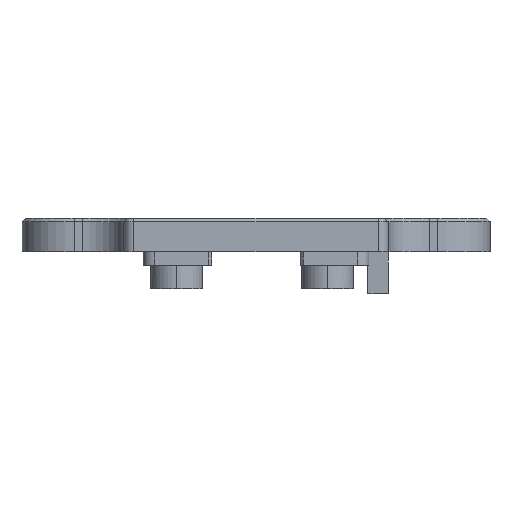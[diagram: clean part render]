
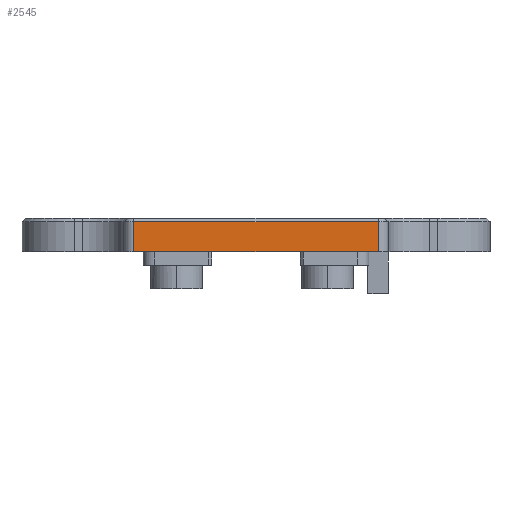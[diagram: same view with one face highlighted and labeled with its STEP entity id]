
A CAD part, left-side view. The second image highlights one B-rep face of the part: STEP entity #2545.
In plain terms, the highlighted planar face has unit normal (-1, 0, 0).
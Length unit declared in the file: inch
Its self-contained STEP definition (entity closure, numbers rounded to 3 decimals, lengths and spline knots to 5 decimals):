
#35 = VECTOR ( 'NONE', #579, 39.37008 ) ;
#210 = CARTESIAN_POINT ( 'NONE',  ( 0., 0.335, 0.075 ) ) ;
#302 = VECTOR ( 'NONE', #4447, 39.37008 ) ;
#330 = VERTEX_POINT ( 'NONE', #1066 ) ;
#509 = EDGE_LOOP ( 'NONE', ( #3947, #1627, #3590, #1667 ) ) ;
#579 = DIRECTION ( 'NONE',  ( 0., 1., 0. ) ) ;
#1066 = CARTESIAN_POINT ( 'NONE',  ( 0., 0.335, 0.165 ) ) ;
#1124 = AXIS2_PLACEMENT_3D ( 'NONE', #2595, #4553, #1644 ) ;
#1182 = PLANE ( 'NONE',  #1124 ) ;
#1241 = VECTOR ( 'NONE', #3233, 39.37008 ) ;
#1326 = CARTESIAN_POINT ( 'NONE',  ( 0., 0.335, 0. ) ) ;
#1339 = CARTESIAN_POINT ( 'NONE',  ( 0., 1.065, 0.165 ) ) ;
#1476 = VERTEX_POINT ( 'NONE', #1339 ) ;
#1492 = VERTEX_POINT ( 'NONE', #5735 ) ;
#1627 = ORIENTED_EDGE ( 'NONE', *, *, #4528, .T. ) ;
#1644 = DIRECTION ( 'NONE',  ( 0., 0., -1. ) ) ;
#1667 = ORIENTED_EDGE ( 'NONE', *, *, #4741, .F. ) ;
#2019 = CARTESIAN_POINT ( 'NONE',  ( 0., 0., 0.075 ) ) ;
#2545 = ADVANCED_FACE ( 'NONE', ( #3158 ), #1182, .F. ) ;
#2595 = CARTESIAN_POINT ( 'NONE',  ( 0., 0., 0.175 ) ) ;
#3158 = FACE_OUTER_BOUND ( 'NONE', #509, .T. ) ;
#3233 = DIRECTION ( 'NONE',  ( 0., 0., 1. ) ) ;
#3415 = VECTOR ( 'NONE', #6020, 39.37008 ) ;
#3590 = ORIENTED_EDGE ( 'NONE', *, *, #4694, .T. ) ;
#3611 = EDGE_CURVE ( 'NONE', #4770, #1492, #4157, .T. ) ;
#3947 = ORIENTED_EDGE ( 'NONE', *, *, #3611, .F. ) ;
#3959 = LINE ( 'NONE', #1326, #1241 ) ;
#4157 = LINE ( 'NONE', #2019, #302 ) ;
#4447 = DIRECTION ( 'NONE',  ( 0., 1., 0. ) ) ;
#4528 = EDGE_CURVE ( 'NONE', #4770, #330, #3959, .T. ) ;
#4553 = DIRECTION ( 'NONE',  ( 1., 0., 0. ) ) ;
#4694 = EDGE_CURVE ( 'NONE', #330, #1476, #5189, .T. ) ;
#4713 = LINE ( 'NONE', #5023, #3415 ) ;
#4741 = EDGE_CURVE ( 'NONE', #1492, #1476, #4713, .T. ) ;
#4770 = VERTEX_POINT ( 'NONE', #210 ) ;
#5023 = CARTESIAN_POINT ( 'NONE',  ( 0., 1.065, 0. ) ) ;
#5189 = LINE ( 'NONE', #5918, #35 ) ;
#5735 = CARTESIAN_POINT ( 'NONE',  ( 0., 1.065, 0.075 ) ) ;
#5918 = CARTESIAN_POINT ( 'NONE',  ( 0., 0., 0.165 ) ) ;
#6020 = DIRECTION ( 'NONE',  ( 0., 0., 1. ) ) ;
